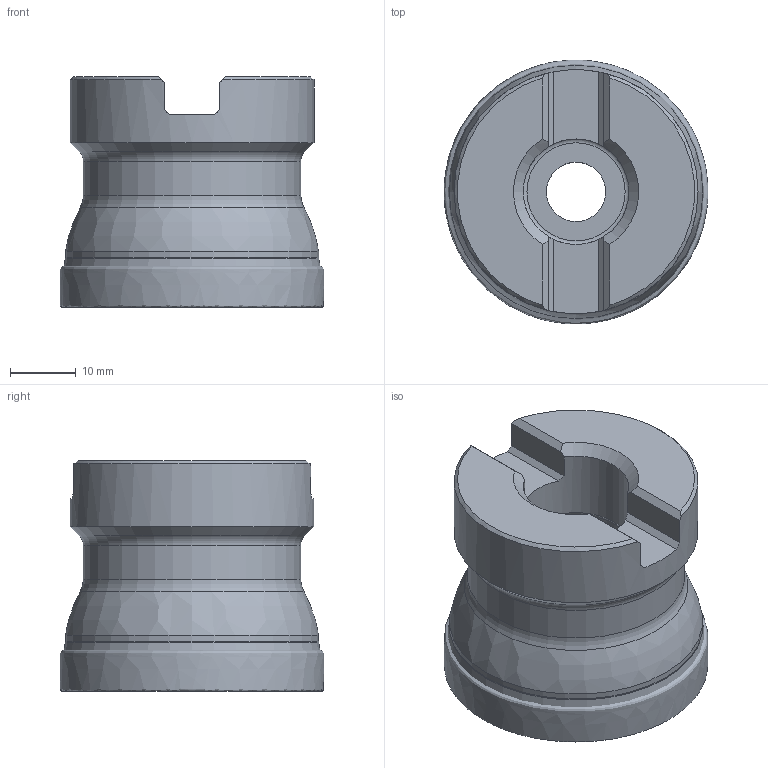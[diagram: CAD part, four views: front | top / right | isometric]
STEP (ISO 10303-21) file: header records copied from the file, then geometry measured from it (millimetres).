
FILE_DESCRIPTION(/* description */ (''),/* implementation_level */ '2;1');
FILE_NAME(/* name */ 'toolassembly_1.stp',/* time_stamp */ '2018-06-28T10:45:23+02:00',/* author */ (''),/* organization */ ('SMS'),/* preprocessor_version */ 'ST-DEVELOPER v15',/* originating_system */ 'SIEMENS PLM Software NX 8.5',/* authorisation */ '');
FILE_SCHEMA (('AUTOMOTIVE_DESIGN { 1 0 10303 214 3 1 1 1 }'));
Length unit declared in the file: millimetre
Products named in the file (4): ASSEMBLY_CONSTRUCTION; CUT_20180628104443; NOCUT_20180628104429; TOOLASSEMBLY_1
Assembly tree (3 placements, depth 2):
  TOOLASSEMBLY_1
    NOCUT_20180628104429
    CUT_20180628104443
    ASSEMBLY_CONSTRUCTION
Bounding box: 40.02 x 40 x 35 mm (x, y, z)
Volume: 31304.1 mm3; surface area: 9822.9 mm2
Topology: 2 solids, 2 shells, 51 faces, 127 edges, 95 vertices
Faces by surface type: plane 20, torus 12, cone 10, cylinder 7, bspline 2
Full cylindrical faces by diameter (mm): 9 x1, 13.5 x1, 16.009 x1, 16.5 x1, 33 x1, 37 x1, 38.4 x1
Entity records: 5574 total; most frequent: CARTESIAN_POINT 4244, DIRECTION 266, ORIENTED_EDGE 178, AXIS2_PLACEMENT_3D 121, EDGE_CURVE 89, EDGE_LOOP 80, VERTEX_POINT 70, FACE_BOUND 61
